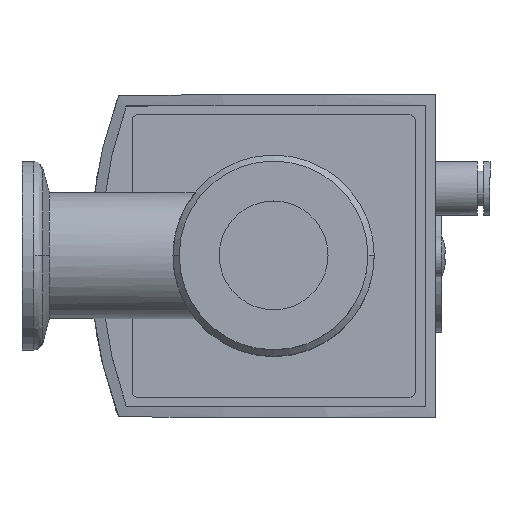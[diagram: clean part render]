
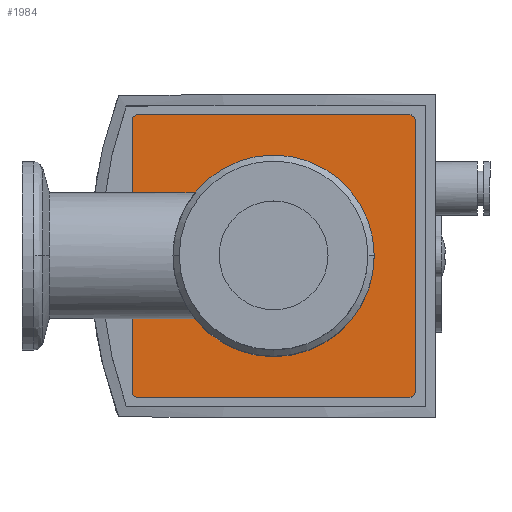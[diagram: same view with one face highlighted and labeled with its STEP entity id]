
A CAD part, top view. The second image highlights one B-rep face of the part: STEP entity #1984.
In plain terms, the highlighted planar face has unit normal (0, 0, 1).
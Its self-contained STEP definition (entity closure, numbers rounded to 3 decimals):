
#4 = AXIS2_PLACEMENT_3D ( 'NONE', #2429, #5834, #2927 ) ;
#96 = EDGE_CURVE ( 'NONE', #1874, #614, #3868, .T. ) ;
#236 = CIRCLE ( 'NONE', #4, 16. ) ;
#368 = EDGE_CURVE ( 'NONE', #518, #6276, #2163, .T. ) ;
#383 = VECTOR ( 'NONE', #5658, 1000. ) ;
#389 = CIRCLE ( 'NONE', #2974, 1. ) ;
#446 = DIRECTION ( 'NONE',  ( 1., 0., 0. ) ) ;
#515 = EDGE_LOOP ( 'NONE', ( #1041, #2703, #1554, #3006, #579, #1072, #4124, #5610 ) ) ;
#518 = VERTEX_POINT ( 'NONE', #1033 ) ;
#566 = CARTESIAN_POINT ( 'NONE',  ( 22.5, 21.5, -23.9 ) ) ;
#579 = ORIENTED_EDGE ( 'NONE', *, *, #4350, .T. ) ;
#614 = VERTEX_POINT ( 'NONE', #2586 ) ;
#741 = CARTESIAN_POINT ( 'NONE',  ( 21.5, 22.5, -23.9 ) ) ;
#1033 = CARTESIAN_POINT ( 'NONE',  ( -16., 0., -23.9 ) ) ;
#1041 = ORIENTED_EDGE ( 'NONE', *, *, #1185, .F. ) ;
#1072 = ORIENTED_EDGE ( 'NONE', *, *, #2961, .F. ) ;
#1076 = CARTESIAN_POINT ( 'NONE',  ( 16., 0., -23.9 ) ) ;
#1162 = LINE ( 'NONE', #2622, #4976 ) ;
#1185 = EDGE_CURVE ( 'NONE', #614, #2116, #4196, .T. ) ;
#1214 = CIRCLE ( 'NONE', #4955, 1. ) ;
#1263 = CARTESIAN_POINT ( 'NONE',  ( -21.5, 22.5, -23.9 ) ) ;
#1480 = VERTEX_POINT ( 'NONE', #6295 ) ;
#1498 = CIRCLE ( 'NONE', #5969, 1. ) ;
#1554 = ORIENTED_EDGE ( 'NONE', *, *, #4738, .T. ) ;
#1645 = PLANE ( 'NONE',  #4667 ) ;
#1649 = CARTESIAN_POINT ( 'NONE',  ( -22.5, 22.5, -23.9 ) ) ;
#1707 = CARTESIAN_POINT ( 'NONE',  ( 0., 0., -23.9 ) ) ;
#1751 = EDGE_CURVE ( 'NONE', #6276, #518, #236, .T. ) ;
#1768 = VERTEX_POINT ( 'NONE', #6313 ) ;
#1786 = AXIS2_PLACEMENT_3D ( 'NONE', #2583, #5972, #3081 ) ;
#1806 = ORIENTED_EDGE ( 'NONE', *, *, #1751, .T. ) ;
#1874 = VERTEX_POINT ( 'NONE', #2577 ) ;
#1984 = ADVANCED_FACE ( 'NONE', ( #4253, #2321 ), #1645, .T. ) ;
#2013 = CARTESIAN_POINT ( 'NONE',  ( 22.5, -21.5, -23.9 ) ) ;
#2116 = VERTEX_POINT ( 'NONE', #1263 ) ;
#2163 = CIRCLE ( 'NONE', #4172, 16. ) ;
#2196 = DIRECTION ( 'NONE',  ( 1., 0., 0. ) ) ;
#2321 = FACE_OUTER_BOUND ( 'NONE', #515, .T. ) ;
#2354 = DIRECTION ( 'NONE',  ( 0., 0., 1. ) ) ;
#2429 = CARTESIAN_POINT ( 'NONE',  ( 0., 0., -23.9 ) ) ;
#2477 = DIRECTION ( 'NONE',  ( 1., 0., 0. ) ) ;
#2571 = VECTOR ( 'NONE', #4146, 1000. ) ;
#2577 = CARTESIAN_POINT ( 'NONE',  ( -22.5, -21.5, -23.9 ) ) ;
#2583 = CARTESIAN_POINT ( 'NONE',  ( -21.5, 21.5, -23.9 ) ) ;
#2586 = CARTESIAN_POINT ( 'NONE',  ( -22.5, 21.5, -23.9 ) ) ;
#2611 = EDGE_LOOP ( 'NONE', ( #1806, #6079 ) ) ;
#2622 = CARTESIAN_POINT ( 'NONE',  ( 22.5, 22.5, -23.9 ) ) ;
#2695 = DIRECTION ( 'NONE',  ( 0., 0., -1. ) ) ;
#2703 = ORIENTED_EDGE ( 'NONE', *, *, #96, .F. ) ;
#2719 = CARTESIAN_POINT ( 'NONE',  ( 0., 0., -23.9 ) ) ;
#2726 = EDGE_CURVE ( 'NONE', #3833, #3538, #1498, .T. ) ;
#2774 = CARTESIAN_POINT ( 'NONE',  ( -21.5, -21.5, -23.9 ) ) ;
#2927 = DIRECTION ( 'NONE',  ( 1., 0., 0. ) ) ;
#2961 = EDGE_CURVE ( 'NONE', #3833, #5579, #1162, .T. ) ;
#2974 = AXIS2_PLACEMENT_3D ( 'NONE', #6311, #3409, #446 ) ;
#3006 = ORIENTED_EDGE ( 'NONE', *, *, #4694, .F. ) ;
#3081 = DIRECTION ( 'NONE',  ( 1., 0., 0. ) ) ;
#3268 = DIRECTION ( 'NONE',  ( 1., 0., 0. ) ) ;
#3409 = DIRECTION ( 'NONE',  ( 0., 0., 1. ) ) ;
#3538 = VERTEX_POINT ( 'NONE', #741 ) ;
#3833 = VERTEX_POINT ( 'NONE', #566 ) ;
#3868 = LINE ( 'NONE', #4128, #2571 ) ;
#4124 = ORIENTED_EDGE ( 'NONE', *, *, #2726, .T. ) ;
#4128 = CARTESIAN_POINT ( 'NONE',  ( -22.5, -22.5, -23.9 ) ) ;
#4141 = DIRECTION ( 'NONE',  ( 0., -1., 0. ) ) ;
#4146 = DIRECTION ( 'NONE',  ( 0., 1., 0. ) ) ;
#4172 = AXIS2_PLACEMENT_3D ( 'NONE', #2719, #2695, #2477 ) ;
#4196 = CIRCLE ( 'NONE', #1786, 1. ) ;
#4253 = FACE_BOUND ( 'NONE', #2611, .T. ) ;
#4350 = EDGE_CURVE ( 'NONE', #1480, #5579, #389, .T. ) ;
#4639 = EDGE_CURVE ( 'NONE', #2116, #3538, #6198, .T. ) ;
#4667 = AXIS2_PLACEMENT_3D ( 'NONE', #1707, #5147, #2196 ) ;
#4694 = EDGE_CURVE ( 'NONE', #1480, #1768, #5607, .T. ) ;
#4738 = EDGE_CURVE ( 'NONE', #1874, #1768, #1214, .T. ) ;
#4955 = AXIS2_PLACEMENT_3D ( 'NONE', #2774, #6158, #3268 ) ;
#4976 = VECTOR ( 'NONE', #4141, 1000. ) ;
#5147 = DIRECTION ( 'NONE',  ( 0., 0., 1. ) ) ;
#5172 = CARTESIAN_POINT ( 'NONE',  ( 22.5, -22.5, -23.9 ) ) ;
#5283 = CARTESIAN_POINT ( 'NONE',  ( 21.5, 21.5, -23.9 ) ) ;
#5579 = VERTEX_POINT ( 'NONE', #2013 ) ;
#5607 = LINE ( 'NONE', #5172, #383 ) ;
#5610 = ORIENTED_EDGE ( 'NONE', *, *, #4639, .F. ) ;
#5658 = DIRECTION ( 'NONE',  ( -1., 0., 0. ) ) ;
#5764 = DIRECTION ( 'NONE',  ( 1., 0., 0. ) ) ;
#5834 = DIRECTION ( 'NONE',  ( 0., 0., -1. ) ) ;
#5969 = AXIS2_PLACEMENT_3D ( 'NONE', #5283, #2354, #5764 ) ;
#5972 = DIRECTION ( 'NONE',  ( 0., 0., -1. ) ) ;
#6040 = VECTOR ( 'NONE', #6078, 1000. ) ;
#6078 = DIRECTION ( 'NONE',  ( 1., 0., 0. ) ) ;
#6079 = ORIENTED_EDGE ( 'NONE', *, *, #368, .T. ) ;
#6158 = DIRECTION ( 'NONE',  ( 0., 0., 1. ) ) ;
#6198 = LINE ( 'NONE', #1649, #6040 ) ;
#6276 = VERTEX_POINT ( 'NONE', #1076 ) ;
#6295 = CARTESIAN_POINT ( 'NONE',  ( 21.5, -22.5, -23.9 ) ) ;
#6311 = CARTESIAN_POINT ( 'NONE',  ( 21.5, -21.5, -23.9 ) ) ;
#6313 = CARTESIAN_POINT ( 'NONE',  ( -21.5, -22.5, -23.9 ) ) ;
